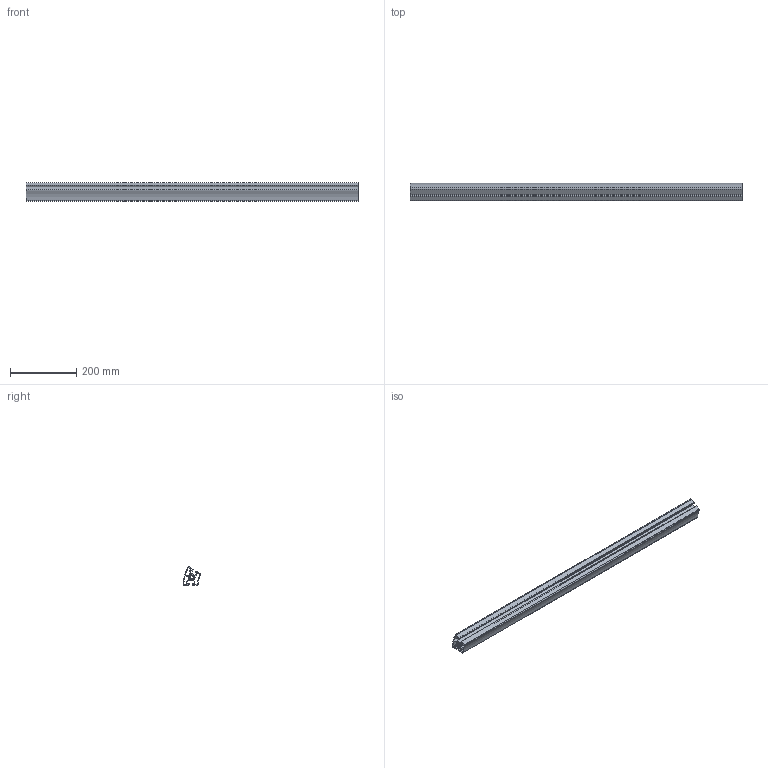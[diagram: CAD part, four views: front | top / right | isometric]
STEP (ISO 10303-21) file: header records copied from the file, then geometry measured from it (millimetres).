
FILE_DESCRIPTION(('STEP AP214'),'1');
FILE_NAME('cctmp_AAE975D7-B063-4D7D-A1BB-5C366EF7502C_2020_1_20_9_42_19_473..stp','2020-01-20T08:42:19',('Bosch Rexroth AG'),('CADClick - www.CADClick.com'),'Spatial InterOp 3D',' ','unknown authorization - (Healing Option Enabled)');
FILE_SCHEMA(('AUTOMOTIVE_DESIGN'));
Length unit declared in the file: millimetre
Products named in the file (1): 2020_01_20__09-42-19-473
Bounding box: 1000 x 52.96 x 55.13 mm (x, y, z)
Volume: 686017.5 mm3; surface area: 625455.2 mm2
Topology: 1 solids, 1 shells, 106 faces, 312 edges, 208 vertices
Faces by surface type: plane 74, cylinder 32
Entity records: 4408 total; most frequent: CARTESIAN_POINT 627, ORIENTED_EDGE 624, DIRECTION 590, EDGE_CURVE 312, LINE 248, VECTOR 248, VERTEX_POINT 208, AXIS2_PLACEMENT_3D 171
